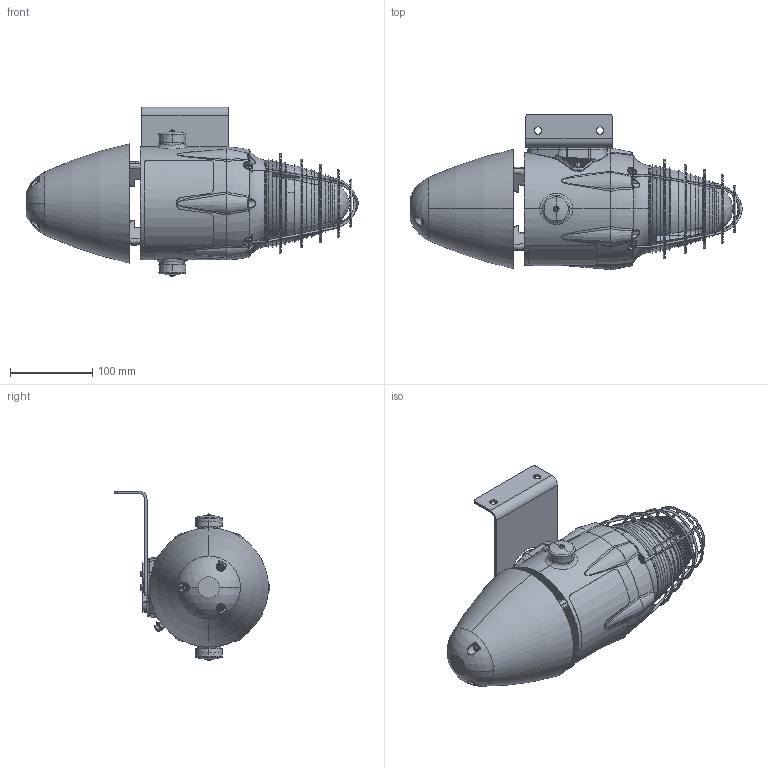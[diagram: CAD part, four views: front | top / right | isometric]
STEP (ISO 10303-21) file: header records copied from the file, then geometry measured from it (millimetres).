
FILE_DESCRIPTION (( 'STEP AP203' ), '1' );
FILE_NAME ('YL6S mit L-Bügel.STEP', '2017-05-04T13:35:23', ( '' ), ( '' ), 'SwSTEP 2.0', 'SolidWorks 2016', '' );
FILE_SCHEMA (( 'CONFIG_CONTROL_DESIGN' ));
Length unit declared in the file: millimetre
Products named in the file (1): YL6S mit L-Bügel
Bounding box: 402.91 x 188.95 x 206.23 mm (x, y, z)
Surface area: 306329 mm2 (no closed solid volume)
Topology: 0 solids, 74 shells, 841 faces, 2867 edges, 2013 vertices
Faces by surface type: cylinder 222, plane 169, bspline 164, torus 147, cone 107, sphere 32
Entity records: 49083 total; most frequent: CARTESIAN_POINT 26368, ORIENTED_EDGE 4587, DIRECTION 4451, EDGE_CURVE 2849, VERTEX_POINT 2013, AXIS2_PLACEMENT_3D 1916, CIRCLE 1238, EDGE_LOOP 929
